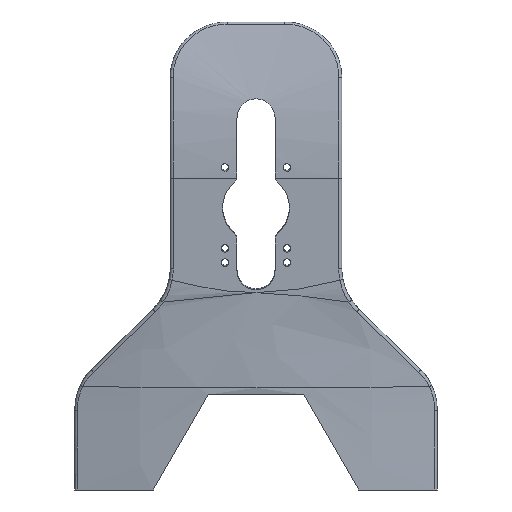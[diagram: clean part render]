
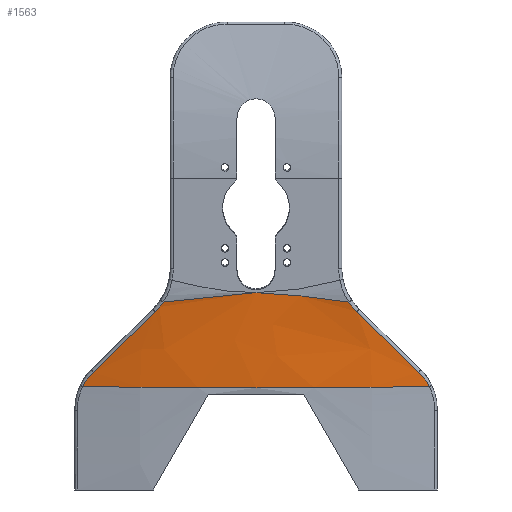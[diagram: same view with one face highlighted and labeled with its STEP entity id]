
A CAD part, front view. The second image highlights one B-rep face of the part: STEP entity #1563.
In plain terms, the highlighted free-form (B-spline) face has degree [3, 3] with [5, 4] control points.
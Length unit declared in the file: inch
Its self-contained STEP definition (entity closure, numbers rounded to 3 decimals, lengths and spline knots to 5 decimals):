
#84=B_SPLINE_SURFACE_WITH_KNOTS('',3,3,((#3926,#3927,#3928,#3929),(#3930,
#3931,#3932,#3933),(#3934,#3935,#3936,#3937),(#3938,#3939,#3940,#3941),
(#3942,#3943,#3944,#3945)),.UNSPECIFIED.,.F.,.F.,.F.,(4,1,4),(4,4),(0.01087,
0.43012,0.98913),(0.,1.),
 .UNSPECIFIED.);
#187=CIRCLE('',#1734,22.8125);
#188=CIRCLE('',#1735,22.8125);
#277=FACE_OUTER_BOUND('',#379,.T.);
#379=EDGE_LOOP('',(#1434,#1435,#1436,#1437,#1438,#1439,#1440,#1441,#1442,
#1443,#1444,#1445));
#513=B_SPLINE_CURVE_WITH_KNOTS('',3,(#2297,#2298,#2299,#2300),
 .UNSPECIFIED.,.F.,.F.,(4,4),(0.00025,1.21202),
 .UNSPECIFIED.);
#517=B_SPLINE_CURVE_WITH_KNOTS('',3,(#2366,#2367,#2368,#2369),
 .UNSPECIFIED.,.F.,.F.,(4,4),(0.,5.8774),
 .UNSPECIFIED.);
#519=B_SPLINE_CURVE_WITH_KNOTS('',3,(#2397,#2398,#2399,#2400),
 .UNSPECIFIED.,.F.,.F.,(4,4),(0.,0.84176),.UNSPECIFIED.);
#528=B_SPLINE_CURVE_WITH_KNOTS('',3,(#2630,#2631,#2632,#2633),
 .UNSPECIFIED.,.F.,.F.,(4,4),(-0.84176,0.),.UNSPECIFIED.);
#530=B_SPLINE_CURVE_WITH_KNOTS('',3,(#2661,#2662,#2663,#2664),
 .UNSPECIFIED.,.F.,.F.,(4,4),(-5.8774,0.),.UNSPECIFIED.);
#533=B_SPLINE_CURVE_WITH_KNOTS('',3,(#2697,#2698,#2699,#2700),
 .UNSPECIFIED.,.F.,.F.,(4,4),(0.,1.21177),.UNSPECIFIED.);
#537=B_SPLINE_CURVE_WITH_KNOTS('',3,(#2765,#2766,#2767,#2768),
 .UNSPECIFIED.,.F.,.F.,(4,4),(0.,0.00107),.UNSPECIFIED.);
#540=B_SPLINE_CURVE_WITH_KNOTS('',3,(#2802,#2803,#2804,#2805),
 .UNSPECIFIED.,.F.,.F.,(4,4),(0.3552,0.35559),
 .UNSPECIFIED.);
#577=B_SPLINE_CURVE_WITH_KNOTS('',3,(#3687,#3688,#3689,#3690,#3691,#3692,
#3693,#3694,#3695),.UNSPECIFIED.,.F.,.F.,(4,2,1,1,1,4),(-6.44236,
-6.38894,-5.22816,-4.06738,-2.9066,
-0.58505),.UNSPECIFIED.);
#578=B_SPLINE_CURVE_WITH_KNOTS('',3,(#3732,#3733,#3734,#3735,#3736,#3737,
#3738,#3739,#3740),.UNSPECIFIED.,.F.,.F.,(4,1,1,1,2,4),(-5.80389,
-3.48233,-2.32156,-1.16078,0.,0.05343),
 .UNSPECIFIED.);
#616=VERTEX_POINT('',#2295);
#617=VERTEX_POINT('',#2296);
#620=VERTEX_POINT('',#2359);
#622=VERTEX_POINT('',#2390);
#644=VERTEX_POINT('',#2598);
#646=VERTEX_POINT('',#2629);
#648=VERTEX_POINT('',#2660);
#651=VERTEX_POINT('',#2696);
#653=VERTEX_POINT('',#2760);
#655=VERTEX_POINT('',#2793);
#713=VERTEX_POINT('',#3677);
#736=VERTEX_POINT('',#3946);
#775=EDGE_CURVE('',#616,#617,#513,.T.);
#781=EDGE_CURVE('',#617,#620,#517,.T.);
#784=EDGE_CURVE('',#620,#622,#519,.T.);
#818=EDGE_CURVE('',#644,#646,#528,.T.);
#821=EDGE_CURVE('',#646,#648,#530,.T.);
#825=EDGE_CURVE('',#648,#651,#533,.T.);
#831=EDGE_CURVE('',#653,#616,#537,.T.);
#836=EDGE_CURVE('',#651,#655,#540,.T.);
#930=EDGE_CURVE('',#713,#644,#577,.T.);
#931=EDGE_CURVE('',#622,#713,#578,.T.);
#975=EDGE_CURVE('',#653,#736,#187,.T.);
#976=EDGE_CURVE('',#736,#655,#188,.T.);
#1434=ORIENTED_EDGE('',*,*,#831,.F.);
#1435=ORIENTED_EDGE('',*,*,#975,.T.);
#1436=ORIENTED_EDGE('',*,*,#976,.T.);
#1437=ORIENTED_EDGE('',*,*,#836,.F.);
#1438=ORIENTED_EDGE('',*,*,#825,.F.);
#1439=ORIENTED_EDGE('',*,*,#821,.F.);
#1440=ORIENTED_EDGE('',*,*,#818,.F.);
#1441=ORIENTED_EDGE('',*,*,#930,.F.);
#1442=ORIENTED_EDGE('',*,*,#931,.F.);
#1443=ORIENTED_EDGE('',*,*,#784,.F.);
#1444=ORIENTED_EDGE('',*,*,#781,.F.);
#1445=ORIENTED_EDGE('',*,*,#775,.F.);
#1563=ADVANCED_FACE('',(#277),#84,.F.);
#1734=AXIS2_PLACEMENT_3D('',#3947,#2089,#2090);
#1735=AXIS2_PLACEMENT_3D('',#3948,#2091,#2092);
#2089=DIRECTION('center_axis',(0.,-0.07,0.998));
#2090=DIRECTION('ref_axis',(-0.208,-0.976,-0.068));
#2091=DIRECTION('center_axis',(0.,-0.07,0.998));
#2092=DIRECTION('ref_axis',(-0.208,-0.976,-0.068));
#2295=CARTESIAN_POINT('',(-4.54434,-0.40809,10.46057));
#2296=CARTESIAN_POINT('',(-4.26978,-0.48732,10.83923));
#2297=CARTESIAN_POINT('Ctrl Pts',(-4.54434,-0.40809,
10.46057));
#2298=CARTESIAN_POINT('Ctrl Pts',(-4.47494,-0.43042,
10.60161));
#2299=CARTESIAN_POINT('Ctrl Pts',(-4.38157,-0.4578,
10.73003));
#2300=CARTESIAN_POINT('Ctrl Pts',(-4.26978,-0.48732,10.83923));
#2359=CARTESIAN_POINT('',(-2.63914,-0.91106,12.4261));
#2366=CARTESIAN_POINT('Ctrl Pts',(-4.26978,-0.48732,
10.83923));
#2367=CARTESIAN_POINT('Ctrl Pts',(-3.72756,-0.63051,11.36889));
#2368=CARTESIAN_POINT('Ctrl Pts',(-3.18472,-0.77321,
11.89807));
#2369=CARTESIAN_POINT('Ctrl Pts',(-2.63914,-0.91106,
12.4261));
#2390=CARTESIAN_POINT('',(-2.43028,-0.9735,12.67422));
#2397=CARTESIAN_POINT('Ctrl Pts',(-2.63914,-0.91106,
12.4261));
#2398=CARTESIAN_POINT('Ctrl Pts',(-2.56101,-0.9308,
12.50172));
#2399=CARTESIAN_POINT('Ctrl Pts',(-2.49089,-0.95125,
12.58519));
#2400=CARTESIAN_POINT('Ctrl Pts',(-2.43028,-0.9735,12.67422));
#2598=CARTESIAN_POINT('',(2.43028,-0.9735,12.67422));
#2629=CARTESIAN_POINT('',(2.63914,-0.91106,12.4261));
#2630=CARTESIAN_POINT('Ctrl Pts',(2.43028,-0.9735,12.67422));
#2631=CARTESIAN_POINT('Ctrl Pts',(2.49089,-0.95125,12.58519));
#2632=CARTESIAN_POINT('Ctrl Pts',(2.56101,-0.9308,12.50172));
#2633=CARTESIAN_POINT('Ctrl Pts',(2.63914,-0.91106,12.4261));
#2660=CARTESIAN_POINT('',(4.26978,-0.48732,10.83923));
#2661=CARTESIAN_POINT('Ctrl Pts',(2.63914,-0.91106,12.4261));
#2662=CARTESIAN_POINT('Ctrl Pts',(3.18472,-0.77321,11.89807));
#2663=CARTESIAN_POINT('Ctrl Pts',(3.72756,-0.63051,11.36889));
#2664=CARTESIAN_POINT('Ctrl Pts',(4.26978,-0.48732,10.83923));
#2696=CARTESIAN_POINT('',(4.54434,-0.40809,10.46057));
#2697=CARTESIAN_POINT('Ctrl Pts',(4.26978,-0.48732,10.83923));
#2698=CARTESIAN_POINT('Ctrl Pts',(4.38157,-0.4578,10.73003));
#2699=CARTESIAN_POINT('Ctrl Pts',(4.47494,-0.43042,10.60161));
#2700=CARTESIAN_POINT('Ctrl Pts',(4.54434,-0.40809,10.46057));
#2760=CARTESIAN_POINT('',(-4.54394,-0.40816,10.46048));
#2765=CARTESIAN_POINT('Ctrl Pts',(-4.54394,-0.40816,
10.46048));
#2766=CARTESIAN_POINT('Ctrl Pts',(-4.54408,-0.40813,
10.46048));
#2767=CARTESIAN_POINT('Ctrl Pts',(-4.54421,-0.40811,
10.46051));
#2768=CARTESIAN_POINT('Ctrl Pts',(-4.54434,-0.40809,
10.46057));
#2793=CARTESIAN_POINT('',(4.54394,-0.40816,10.46048));
#2802=CARTESIAN_POINT('Ctrl Pts',(4.54434,-0.40809,10.46057));
#2803=CARTESIAN_POINT('Ctrl Pts',(4.54421,-0.40811,10.46051));
#2804=CARTESIAN_POINT('Ctrl Pts',(4.54408,-0.40813,10.46048));
#2805=CARTESIAN_POINT('Ctrl Pts',(4.54394,-0.40816,10.46048));
#3677=CARTESIAN_POINT('',(0.,-1.03857,12.9225));
#3687=CARTESIAN_POINT('Ctrl Pts',(0.,-1.03857,
12.9225));
#3688=CARTESIAN_POINT('Ctrl Pts',(0.00701,-1.03857,
12.9225));
#3689=CARTESIAN_POINT('Ctrl Pts',(0.01402,-1.03856,
12.92249));
#3690=CARTESIAN_POINT('Ctrl Pts',(0.17338,-1.03853,12.92197));
#3691=CARTESIAN_POINT('Ctrl Pts',(0.47858,-1.03776,12.90957));
#3692=CARTESIAN_POINT('Ctrl Pts',(0.94827,-1.03315,12.86354));
#3693=CARTESIAN_POINT('Ctrl Pts',(1.59248,-1.01911,12.78228));
#3694=CARTESIAN_POINT('Ctrl Pts',(2.09374,-0.996,12.71529));
#3695=CARTESIAN_POINT('Ctrl Pts',(2.43028,-0.9735,12.67422));
#3732=CARTESIAN_POINT('Ctrl Pts',(-2.43028,-0.9735,
12.67422));
#3733=CARTESIAN_POINT('Ctrl Pts',(-2.09374,-0.996,12.71529));
#3734=CARTESIAN_POINT('Ctrl Pts',(-1.59248,-1.01911,12.78228));
#3735=CARTESIAN_POINT('Ctrl Pts',(-0.94827,-1.03315,
12.86354));
#3736=CARTESIAN_POINT('Ctrl Pts',(-0.47858,-1.03776,
12.90957));
#3737=CARTESIAN_POINT('Ctrl Pts',(-0.17338,-1.03853,
12.92197));
#3738=CARTESIAN_POINT('Ctrl Pts',(-0.01402,-1.03856,
12.92249));
#3739=CARTESIAN_POINT('Ctrl Pts',(-0.00701,-1.03857,
12.9225));
#3740=CARTESIAN_POINT('Ctrl Pts',(0.,-1.03857,
12.9225));
#3926=CARTESIAN_POINT('Ctrl Pts',(4.64825,-0.38676,10.46198));
#3927=CARTESIAN_POINT('Ctrl Pts',(3.83254,-0.60403,11.28215));
#3928=CARTESIAN_POINT('Ctrl Pts',(3.01682,-0.8213,12.10233));
#3929=CARTESIAN_POINT('Ctrl Pts',(2.20111,-1.03857,12.9225));
#3930=CARTESIAN_POINT('Ctrl Pts',(3.33887,-0.65861,10.44297));
#3931=CARTESIAN_POINT('Ctrl Pts',(2.74998,-0.78525,11.26948));
#3932=CARTESIAN_POINT('Ctrl Pts',(2.16111,-0.91192,12.09599));
#3933=CARTESIAN_POINT('Ctrl Pts',(1.57222,-1.03857,12.9225));
#3934=CARTESIAN_POINT('Ctrl Pts',(0.22758,-1.02445,10.41739));
#3935=CARTESIAN_POINT('Ctrl Pts',(0.18666,-1.02921,11.25242));
#3936=CARTESIAN_POINT('Ctrl Pts',(0.14574,-1.03381,12.08747));
#3937=CARTESIAN_POINT('Ctrl Pts',(0.10481,-1.03857,12.9225));
#3938=CARTESIAN_POINT('Ctrl Pts',(-2.90241,-0.74923,10.43663));
#3939=CARTESIAN_POINT('Ctrl Pts',(-2.38913,-0.84555,11.26526));
#3940=CARTESIAN_POINT('Ctrl Pts',(-1.87588,-0.94224,
12.09387));
#3941=CARTESIAN_POINT('Ctrl Pts',(-1.36259,-1.03857,12.9225));
#3942=CARTESIAN_POINT('Ctrl Pts',(-4.64825,-0.38676,
10.46198));
#3943=CARTESIAN_POINT('Ctrl Pts',(-3.83254,-0.60403,
11.28215));
#3944=CARTESIAN_POINT('Ctrl Pts',(-3.01682,-0.8213,
12.10233));
#3945=CARTESIAN_POINT('Ctrl Pts',(-2.20111,-1.03857,12.9225));
#3946=CARTESIAN_POINT('',(0.,-0.86417,10.42859));
#3947=CARTESIAN_POINT('Origin',(0.,21.89276,
12.01991));
#3948=CARTESIAN_POINT('Origin',(0.,21.89276,
12.01991));
